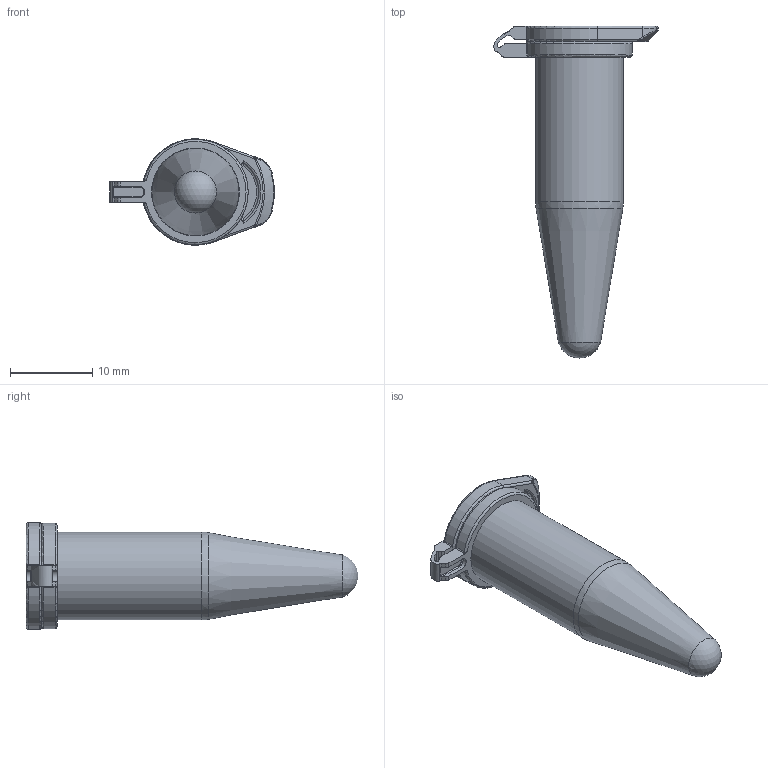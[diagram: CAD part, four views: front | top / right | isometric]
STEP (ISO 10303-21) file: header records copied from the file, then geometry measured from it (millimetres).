
FILE_DESCRIPTION(/* description */ (''),/* implementation_level */ '2;1');
FILE_NAME(/* name */ '1.5ml Microfuge Tube v6.step',/* time_stamp */ '2021-11-29T08:21:46-06:00',/* author */ (''),/* organization */ (''),/* preprocessor_version */ 'ST-DEVELOPER v18.1',/* originating_system */ 'Autodesk Translation Framework v10.10.0.1391',/* authorisation */ '');
FILE_SCHEMA (('AUTOMOTIVE_DESIGN { 1 0 10303 214 3 1 1 }'));
Length unit declared in the file: inch
Products named in the file (1): 1.5ml Microfuge Tube
Bounding box: 20.03 x 40.47 x 13 mm (x, y, z)
Volume: 1257.4 mm3; surface area: 2903 mm2
Topology: 1 solids, 1 shells, 133 faces, 334 edges, 206 vertices
Faces by surface type: cylinder 48, bspline 27, plane 27, torus 21, cone 8, sphere 2
Full cylindrical faces by diameter (mm): 8.331 x1, 8.788 x1, 9.55 x1, 9.703 x2, 10.719 x1
Entity records: 5091 total; most frequent: CARTESIAN_POINT 1965, ORIENTED_EDGE 668, DIRECTION 630, EDGE_CURVE 334, AXIS2_PLACEMENT_3D 259, VERTEX_POINT 206, CIRCLE 148, EDGE_LOOP 138
